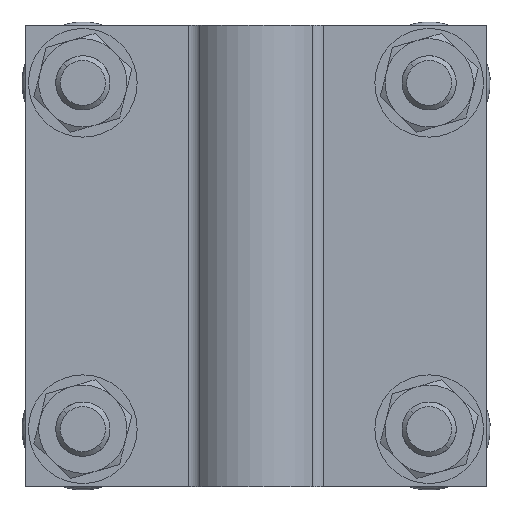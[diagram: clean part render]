
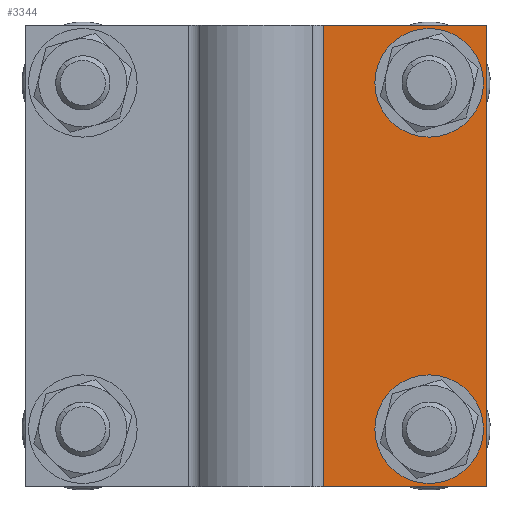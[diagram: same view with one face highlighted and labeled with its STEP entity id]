
A CAD part, front view. The second image highlights one B-rep face of the part: STEP entity #3344.
In plain terms, the highlighted face is planar.
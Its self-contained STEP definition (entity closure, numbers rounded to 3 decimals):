
#5 = DIRECTION ( 'NONE',  ( -1., 0., 0. ) ) ;
#33 = CARTESIAN_POINT ( 'NONE',  ( -9.887, 2., 34. ) ) ;
#89 = ORIENTED_EDGE ( 'NONE', *, *, #464, .T. ) ;
#107 = LINE ( 'NONE', #1811, #4548 ) ;
#151 = DIRECTION ( 'NONE',  ( -1., 0., 0. ) ) ;
#174 = VERTEX_POINT ( 'NONE', #4944 ) ;
#198 = DIRECTION ( 'NONE',  ( 0., 0., -1. ) ) ;
#247 = EDGE_CURVE ( 'NONE', #2356, #4603, #2145, .T. ) ;
#366 = CARTESIAN_POINT ( 'NONE',  ( -29.75, 2., -29.75 ) ) ;
#384 = CARTESIAN_POINT ( 'NONE',  ( -34., 2., -34. ) ) ;
#387 = VERTEX_POINT ( 'NONE', #33 ) ;
#452 = DIRECTION ( 'NONE',  ( 0., 0., -1. ) ) ;
#460 = CARTESIAN_POINT ( 'NONE',  ( -7.6, 2., 29.75 ) ) ;
#464 = EDGE_CURVE ( 'NONE', #4821, #784, #4340, .T. ) ;
#506 = LINE ( 'NONE', #906, #1921 ) ;
#576 = VECTOR ( 'NONE', #151, 1000. ) ;
#620 = LINE ( 'NONE', #1097, #1927 ) ;
#784 = VERTEX_POINT ( 'NONE', #1866 ) ;
#906 = CARTESIAN_POINT ( 'NONE',  ( -29.75, 2., -34. ) ) ;
#927 = CARTESIAN_POINT ( 'NONE',  ( -7.6, 2., -29.75 ) ) ;
#1023 = VECTOR ( 'NONE', #3164, 1000. ) ;
#1097 = CARTESIAN_POINT ( 'NONE',  ( -29.75, 2., -34. ) ) ;
#1135 = ORIENTED_EDGE ( 'NONE', *, *, #1627, .T. ) ;
#1165 = CARTESIAN_POINT ( 'NONE',  ( -21.25, 2., -34. ) ) ;
#1191 = LINE ( 'NONE', #1165, #4987 ) ;
#1308 = VECTOR ( 'NONE', #4649, 1000. ) ;
#1311 = VERTEX_POINT ( 'NONE', #2125 ) ;
#1315 = CARTESIAN_POINT ( 'NONE',  ( -34., 2., 34. ) ) ;
#1338 = EDGE_CURVE ( 'NONE', #1311, #4821, #1191, .T. ) ;
#1405 = EDGE_CURVE ( 'NONE', #174, #4164, #3550, .T. ) ;
#1627 = EDGE_CURVE ( 'NONE', #5438, #4405, #4148, .T. ) ;
#1630 = FACE_OUTER_BOUND ( 'NONE', #3990, .T. ) ;
#1693 = EDGE_CURVE ( 'NONE', #4603, #174, #3252, .T. ) ;
#1735 = ORIENTED_EDGE ( 'NONE', *, *, #3670, .F. ) ;
#1744 = CARTESIAN_POINT ( 'NONE',  ( -7.6, 2., -21.25 ) ) ;
#1811 = CARTESIAN_POINT ( 'NONE',  ( -7.6, 2., 34. ) ) ;
#1866 = CARTESIAN_POINT ( 'NONE',  ( -29.75, 2., -21.25 ) ) ;
#1885 = CARTESIAN_POINT ( 'NONE',  ( -7.6, 2., -34. ) ) ;
#1888 = CARTESIAN_POINT ( 'NONE',  ( -34., 2., -34. ) ) ;
#1916 = ORIENTED_EDGE ( 'NONE', *, *, #4448, .T. ) ;
#1921 = VECTOR ( 'NONE', #452, 1000. ) ;
#1927 = VECTOR ( 'NONE', #198, 1000. ) ;
#2020 = PLANE ( 'NONE',  #3200 ) ;
#2075 = CARTESIAN_POINT ( 'NONE',  ( -9.887, 2., -34. ) ) ;
#2125 = CARTESIAN_POINT ( 'NONE',  ( -21.25, 2., -29.75 ) ) ;
#2145 = LINE ( 'NONE', #3891, #2167 ) ;
#2161 = ORIENTED_EDGE ( 'NONE', *, *, #1693, .T. ) ;
#2167 = VECTOR ( 'NONE', #4746, 1000. ) ;
#2196 = DIRECTION ( 'NONE',  ( -1., 0., 0. ) ) ;
#2356 = VERTEX_POINT ( 'NONE', #5300 ) ;
#2479 = VECTOR ( 'NONE', #3216, 1000. ) ;
#2561 = LINE ( 'NONE', #2075, #1308 ) ;
#2643 = DIRECTION ( 'NONE',  ( 1., 0., 0. ) ) ;
#2646 = ORIENTED_EDGE ( 'NONE', *, *, #247, .T. ) ;
#2790 = ORIENTED_EDGE ( 'NONE', *, *, #2842, .F. ) ;
#2842 = EDGE_CURVE ( 'NONE', #387, #4405, #107, .T. ) ;
#2889 = DIRECTION ( 'NONE',  ( 0., 0., 1. ) ) ;
#2920 = ORIENTED_EDGE ( 'NONE', *, *, #4209, .T. ) ;
#2923 = ORIENTED_EDGE ( 'NONE', *, *, #4937, .T. ) ;
#3163 = FACE_BOUND ( 'NONE', #4612, .T. ) ;
#3164 = DIRECTION ( 'NONE',  ( 0., 0., 1. ) ) ;
#3200 = AXIS2_PLACEMENT_3D ( 'NONE', #5021, #4461, #5472 ) ;
#3216 = DIRECTION ( 'NONE',  ( -1., 0., 0. ) ) ;
#3252 = LINE ( 'NONE', #4962, #1023 ) ;
#3270 = FACE_BOUND ( 'NONE', #3904, .T. ) ;
#3294 = CARTESIAN_POINT ( 'NONE',  ( -21.25, 2., 21.25 ) ) ;
#3344 = ADVANCED_FACE ( 'NONE', ( #1630, #3163, #3270 ), #2020, .T. ) ;
#3455 = VERTEX_POINT ( 'NONE', #3991 ) ;
#3461 = VECTOR ( 'NONE', #4065, 1000. ) ;
#3489 = LINE ( 'NONE', #927, #4006 ) ;
#3541 = ORIENTED_EDGE ( 'NONE', *, *, #1405, .T. ) ;
#3550 = LINE ( 'NONE', #460, #576 ) ;
#3581 = ORIENTED_EDGE ( 'NONE', *, *, #5146, .T. ) ;
#3668 = VERTEX_POINT ( 'NONE', #366 ) ;
#3670 = EDGE_CURVE ( 'NONE', #3455, #387, #2561, .T. ) ;
#3784 = VECTOR ( 'NONE', #2196, 1000. ) ;
#3891 = CARTESIAN_POINT ( 'NONE',  ( -7.6, 2., 21.25 ) ) ;
#3904 = EDGE_LOOP ( 'NONE', ( #5197, #89, #3581, #2923 ) ) ;
#3990 = EDGE_LOOP ( 'NONE', ( #2790, #1735, #2920, #1135 ) ) ;
#3991 = CARTESIAN_POINT ( 'NONE',  ( -9.887, 2., -34. ) ) ;
#4006 = VECTOR ( 'NONE', #2643, 1000. ) ;
#4065 = DIRECTION ( 'NONE',  ( 0., 0., 1. ) ) ;
#4148 = LINE ( 'NONE', #1888, #3461 ) ;
#4164 = VERTEX_POINT ( 'NONE', #4907 ) ;
#4209 = EDGE_CURVE ( 'NONE', #3455, #5438, #5415, .T. ) ;
#4340 = LINE ( 'NONE', #1744, #3784 ) ;
#4405 = VERTEX_POINT ( 'NONE', #1315 ) ;
#4448 = EDGE_CURVE ( 'NONE', #4164, #2356, #506, .T. ) ;
#4461 = DIRECTION ( 'NONE',  ( 0., 1., 0. ) ) ;
#4548 = VECTOR ( 'NONE', #5, 1000. ) ;
#4603 = VERTEX_POINT ( 'NONE', #3294 ) ;
#4612 = EDGE_LOOP ( 'NONE', ( #3541, #1916, #2646, #2161 ) ) ;
#4649 = DIRECTION ( 'NONE',  ( 0., 0., 1. ) ) ;
#4746 = DIRECTION ( 'NONE',  ( 1., 0., 0. ) ) ;
#4821 = VERTEX_POINT ( 'NONE', #5002 ) ;
#4907 = CARTESIAN_POINT ( 'NONE',  ( -29.75, 2., 29.75 ) ) ;
#4937 = EDGE_CURVE ( 'NONE', #3668, #1311, #3489, .T. ) ;
#4944 = CARTESIAN_POINT ( 'NONE',  ( -21.25, 2., 29.75 ) ) ;
#4962 = CARTESIAN_POINT ( 'NONE',  ( -21.25, 2., -34. ) ) ;
#4987 = VECTOR ( 'NONE', #2889, 1000. ) ;
#5002 = CARTESIAN_POINT ( 'NONE',  ( -21.25, 2., -21.25 ) ) ;
#5021 = CARTESIAN_POINT ( 'NONE',  ( -7.6, 2., -34. ) ) ;
#5146 = EDGE_CURVE ( 'NONE', #784, #3668, #620, .T. ) ;
#5197 = ORIENTED_EDGE ( 'NONE', *, *, #1338, .T. ) ;
#5300 = CARTESIAN_POINT ( 'NONE',  ( -29.75, 2., 21.25 ) ) ;
#5415 = LINE ( 'NONE', #1885, #2479 ) ;
#5438 = VERTEX_POINT ( 'NONE', #384 ) ;
#5472 = DIRECTION ( 'NONE',  ( -1., 0., 0. ) ) ;
